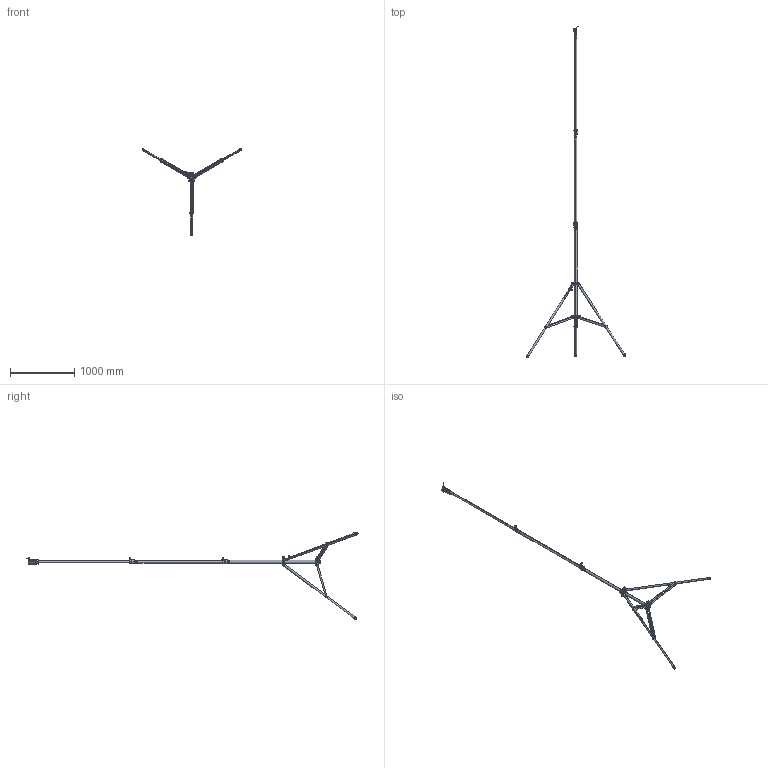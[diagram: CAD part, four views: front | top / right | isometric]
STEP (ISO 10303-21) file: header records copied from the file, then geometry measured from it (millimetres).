
FILE_DESCRIPTION (( 'STEP AP203' ), '1' );
FILE_NAME ('G205001.STEP', '2018-10-01T10:05:37', ( '' ), ( '' ), 'SwSTEP 2.0', 'SolidWorks 2016', '' );
FILE_SCHEMA (( 'CONFIG_CONTROL_DESIGN' ));
Length unit declared in the file: millimetre
Products named in the file (59): S0105; G2060_G206001; TH2045; Doughty Knob_S0129; F628; TH097; TH2362; S0541; TH2363_TH2459; Plain Washer Form B_Doughty Fastners - Black_Bright washer BS 4320 - M8 (Form B); S0541-1; Hex Bolt GradeC_Doughty Fastners - Black_ISO 4016 - M8 x 55 x 22-WS; S0200; TH1510_TH2471; TH1537_TH2476; TH2367_TH2461; TH2364; S0104; TH2368_TH2472; S0106; TH2366; Plain Washer Form B_Doughty Fastners - Black_Bright washer BS 4320 - M10 (Form B); TH2029_TH2029; TH2028_TH2028; TH1535; Binx Nut_M6 BLK; socket set screw flat point_doughty fastners - stainless_BS 4168-2 - M8 x 8-S; TH1483; TH1538_TH2477; Hex Bolt GradeC_Doughty Fastners - Black_BS EN 24016 - M6 x 50 x 18-WN; TH079_TH2551; TH2369_TH2556; Spring Pin Slotted_HD_Doughty Fastners_Spring Pin ISO 8752 - 6 x 40St; S0201; S0541-2; TH1511_TH1511; TH2365_TH2458; Spring Pin Slotted_HD_Doughty Fastners_Spring Pin ISO 8752 - 6 x 32St; F772; Doughty Knob_S0140 ...
Assembly tree (123 placements, depth 4):
  G205001
    TH2367_TH2461
      TH2366
      Spring Pin Slotted_HD_Doughty Fastners_Spring Pin ISO 8752 - 6 x 50St
    TH1537_TH2476
      TH097
      F629
    TH1538_TH2477
      TH096
      F629
    S0106
    S0201
    TH1510_TH2471
    TH1511_TH1511
    TH2370_TH2470
    TH1512
    TH2369_TH2556  x6
    F972  x6
    TH2368_TH2472  x2
    TH3549  x3
    TH2357  x2
    TH1534_TH2557
      TH079_TH2551
        TH2029_TH2029
      F629
    TH2365_TH2458
      TH2364
      Spring Pin Slotted_HD_Doughty Fastners_Spring Pin ISO 8752 - 6 x 40St
    TH1483  x2
    S0105
    S0200
    TH1468_TH2552
      TH1467_TH1467
        TH2028_TH2028
      F629
    TH2363_TH2459
      TH2362
      Spring Pin Slotted_HD_Doughty Fastners_Spring Pin ISO 8752 - 6 x 32St
    S0104
    TH085  x2
    G2060_G206001
      TH1535
        TH2045
      Doughty Knob_S0129
      S0541
        S0541-1
        S0541-2
      TH2164
      F772
      socket set screw flat point_doughty fastners - stainless_BS 4168-2 - M8 x 8-S
      F628
      F629  x2
    Doughty Knob_S0140  x3
    Doughty Knob_S0142  x2
    Plain Washer Form B_Doughty Fastners - Black_Bright washer BS 4320 - M8 (Form B)  x4
    Hex Bolt GradeC_Doughty Fastners - Black_ISO 4016 - M8 x 55 x 22-WS  x2
    Plain Washer Form B_Doughty Fastners - Black_Bright washer BS 4320 - M6 (Form B)  x24
    Hex Bolt GradeC_Doughty Fastners - Black_BS EN 24016 - M6 x 50 x 18-WN  x3
    Hex Bolt GradeC_Doughty Fastners - Black_BS EN 24016 - M8 x 90 x 25-WN
    Binx Nut_M6 BLK  x9
Bounding box: 1553.79 x 5168.7 x 1359.76 mm (x, y, z)
Volume: 2715288.5 mm3; surface area: 2348829.1 mm2
Topology: 111 solids, 111 shells, 3681 faces, 9152 edges, 5747 vertices
Faces by surface type: plane 1284, cylinder 1234, cone 535, torus 323, bspline 257, sphere 48
Entity records: 88361 total; most frequent: CARTESIAN_POINT 32379, DIRECTION 10147, ORIENTED_EDGE 9962, EDGE_CURVE 4981, AXIS2_PLACEMENT_3D 3841, VERTEX_POINT 3132, LINE 2465, VECTOR 2465
